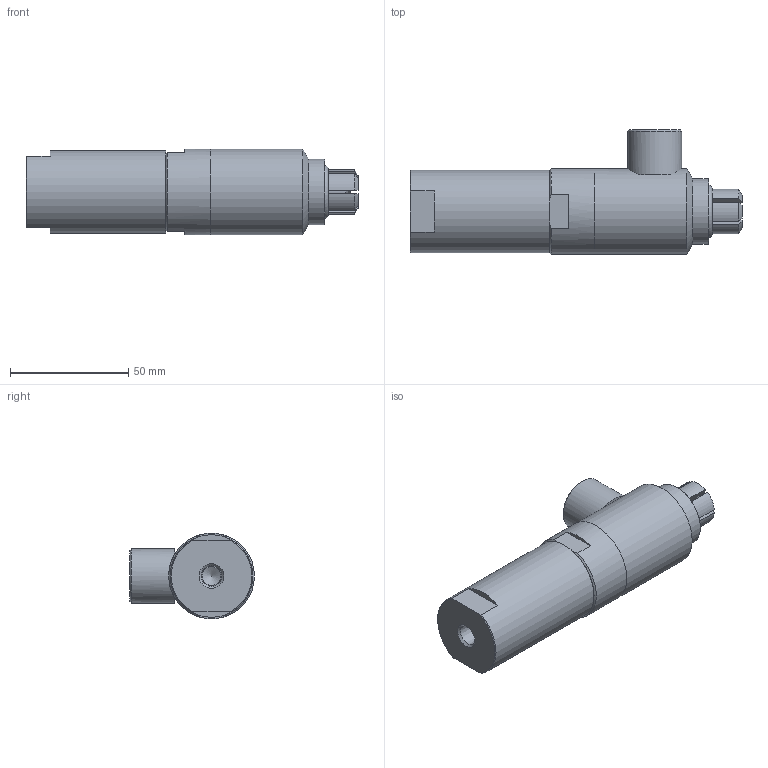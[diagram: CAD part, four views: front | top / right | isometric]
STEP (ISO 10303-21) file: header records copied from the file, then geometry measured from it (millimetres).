
FILE_DESCRIPTION(/* description */ (''),/* implementation_level */ '2;1');
FILE_NAME(/* name */ 'FNP-084065.stp',/* time_stamp */ '2018-09-14T11:29:07-05:00',/* author */ ('scottg'),/* organization */ ('FasTest,Inc.'),/* preprocessor_version */ 'ST-DEVELOPER v16.1',/* originating_system */ 'Autodesk Inventor 2016',/* authorisation */ '');
FILE_SCHEMA (('AUTOMOTIVE_DESIGN { 1 0 10303 214 3 1 1 }'));
Length unit declared in the file: inch
Products named in the file (1): FNP-084065
Bounding box: 140.23 x 52.7 x 36.2 mm (x, y, z)
Volume: 10.1 mm3; surface area: 22006.8 mm2
Topology: 1 solids, 4 shells, 135 faces, 382 edges, 248 vertices
Faces by surface type: plane 67, cone 40, cylinder 24, torus 4
Full cylindrical faces by diameter (mm): 7.95 x1, 7.964 x1, 8.128 x1, 13.894 x1, 16.332 x1, 22.86 x1, 27.711 x1, 31.394 x1, 31.852 x1, 34.874 x1, 36.195 x2
Entity records: 4102 total; most frequent: CARTESIAN_POINT 868, ORIENTED_EDGE 682, DIRECTION 666, EDGE_CURVE 333, AXIS2_PLACEMENT_3D 267, VERTEX_POINT 229, EDGE_LOOP 180, FACE_OUTER_BOUND 135
